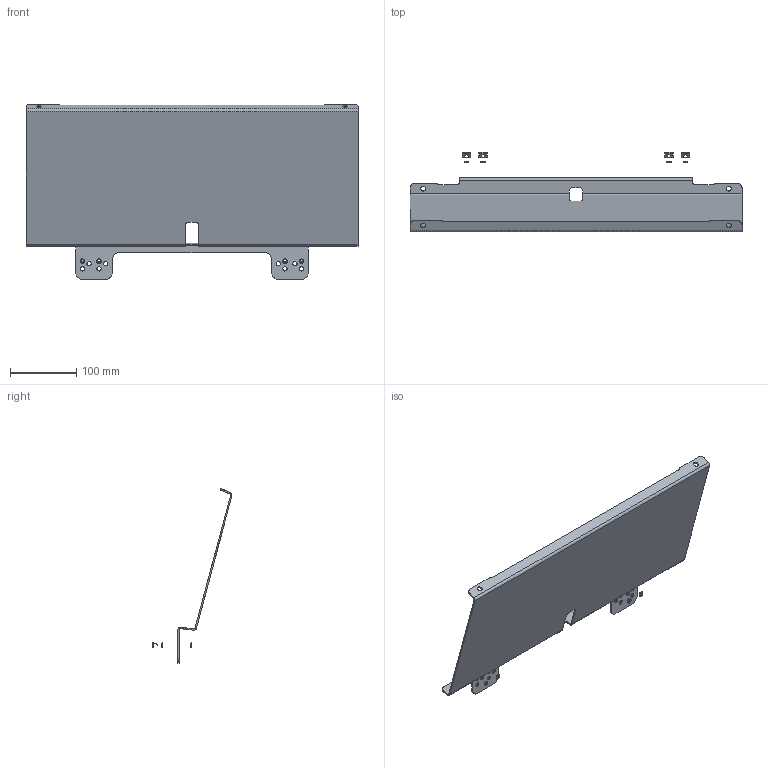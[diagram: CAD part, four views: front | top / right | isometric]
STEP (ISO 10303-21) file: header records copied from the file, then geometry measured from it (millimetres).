
FILE_DESCRIPTION (( 'STEP AP203' ), '1' );
FILE_NAME ('10992006.STEP', '2017-10-10T14:32:46', ( 'ABrandhorst' ), ( 'HP' ), 'SwSTEP 2.0', 'SolidWorks 2015', '' );
FILE_SCHEMA (( 'CONFIG_CONTROL_DESIGN' ));
Length unit declared in the file: millimetre
Products named in the file (4): 43051_Ohne Adapterplatte; 82155; 93528; 10992006
Assembly tree (13 placements, depth 2):
  10992006
    43051_Ohne Adapterplatte
    82155  x8
    93528  x4
Bounding box: 500 x 120.4 x 263.37 mm (x, y, z)
Volume: 264696 mm3; surface area: 270489.1 mm2
Topology: 13 solids, 13 shells, 250 faces, 646 edges, 420 vertices
Faces by surface type: cylinder 130, plane 104, torus 16
Entity records: 5225 total; most frequent: CARTESIAN_POINT 887, DIRECTION 821, ORIENTED_EDGE 734, EDGE_CURVE 367, AXIS2_PLACEMENT_3D 310, VERTEX_POINT 234, LINE 201, VECTOR 201
